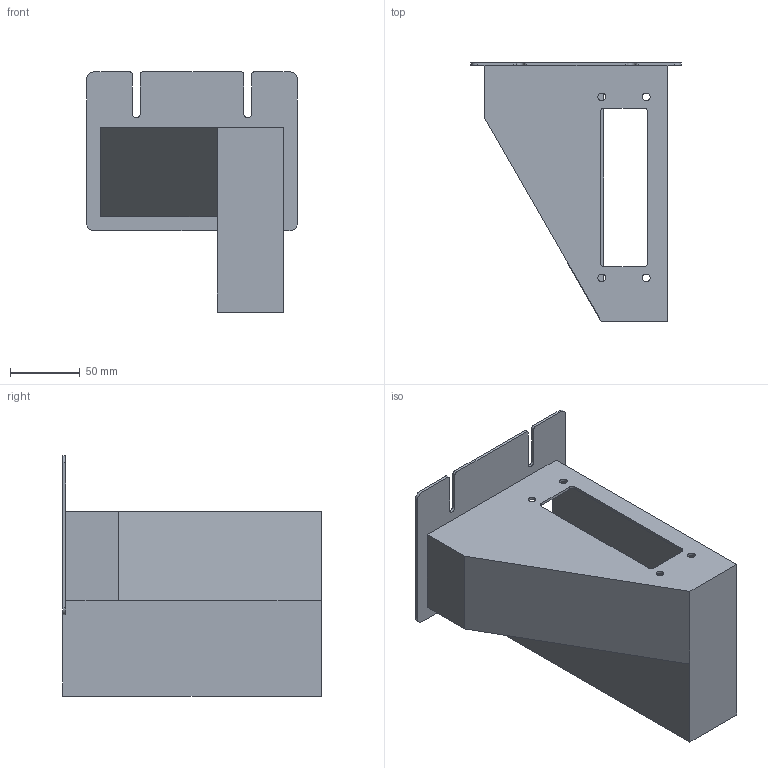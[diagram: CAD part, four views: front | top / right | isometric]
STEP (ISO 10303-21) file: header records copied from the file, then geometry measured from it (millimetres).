
FILE_DESCRIPTION (( 'STEP AP203' ), '1' );
FILE_NAME ('076595_-.step', '2019-08-07T07:44:24', ( '' ), ( '' ), 'SwSTEP 2.0', 'SolidWorks 2017', '' );
FILE_SCHEMA (( 'CONFIG_CONTROL_DESIGN' ));
Length unit declared in the file: millimetre
Products named in the file (1): 076595_-
Bounding box: 151 x 185.5 x 172.5 mm (x, y, z)
Volume: 187549.7 mm3; surface area: 182908.8 mm2
Topology: 1 solids, 1 shells, 61 faces, 175 edges, 116 vertices
Faces by surface type: plane 33, cylinder 28
Entity records: 2122 total; most frequent: DIRECTION 355, CARTESIAN_POINT 353, ORIENTED_EDGE 350, EDGE_CURVE 175, VECTOR 119, LINE 119, AXIS2_PLACEMENT_3D 118, VERTEX_POINT 116
